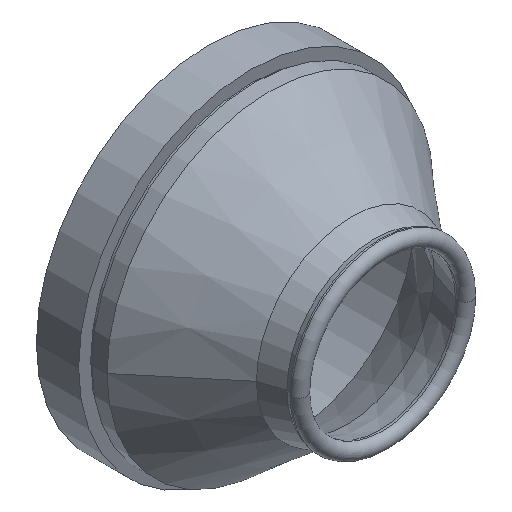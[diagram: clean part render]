
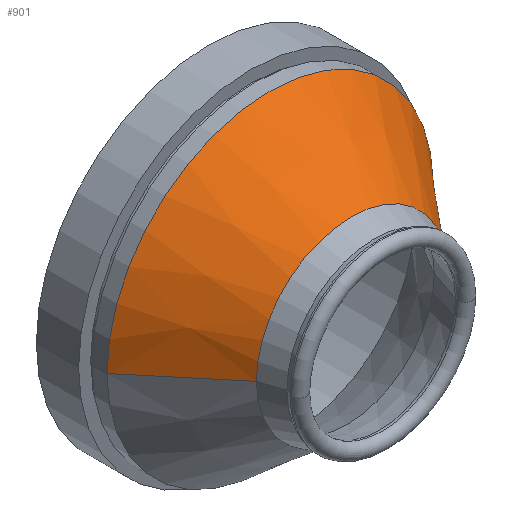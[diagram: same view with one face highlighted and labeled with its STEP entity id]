
A CAD part, isometric view. The second image highlights one B-rep face of the part: STEP entity #901.
In plain terms, the highlighted conical face has half-angle 39.806 degrees and reference radius 15.75 mm.
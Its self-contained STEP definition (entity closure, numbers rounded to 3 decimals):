
#67 = CARTESIAN_POINT ( 'NONE',  ( 15.75, -16.7, 0. ) ) ;
#94 = ORIENTED_EDGE ( 'NONE', *, *, #244, .T. ) ;
#101 = CONICAL_SURFACE ( 'NONE', #359, 15.75, 0.695 ) ;
#108 = DIRECTION ( 'NONE',  ( 0.64, 0.768, 0. ) ) ;
#203 = ORIENTED_EDGE ( 'NONE', *, *, #506, .F. ) ;
#211 = DIRECTION ( 'NONE',  ( -1., 0., 0. ) ) ;
#225 = LINE ( 'NONE', #928, #596 ) ;
#235 = CARTESIAN_POINT ( 'NONE',  ( 27., -3.2, 0. ) ) ;
#244 = EDGE_CURVE ( 'NONE', #543, #1024, #225, .T. ) ;
#266 = ORIENTED_EDGE ( 'NONE', *, *, #776, .T. ) ;
#274 = VERTEX_POINT ( 'NONE', #281 ) ;
#281 = CARTESIAN_POINT ( 'NONE',  ( -27., -3.2, 0. ) ) ;
#359 = AXIS2_PLACEMENT_3D ( 'NONE', #765, #1039, #211 ) ;
#413 = DIRECTION ( 'NONE',  ( -0.64, 0.768, 0. ) ) ;
#506 = EDGE_CURVE ( 'NONE', #722, #274, #1005, .T. ) ;
#518 = VECTOR ( 'NONE', #413, 1000. ) ;
#543 = VERTEX_POINT ( 'NONE', #67 ) ;
#577 = CIRCLE ( 'NONE', #863, 27. ) ;
#596 = VECTOR ( 'NONE', #108, 1000. ) ;
#600 = DIRECTION ( 'NONE',  ( -1., 0., 0. ) ) ;
#612 = CARTESIAN_POINT ( 'NONE',  ( 0., -3.2, 0. ) ) ;
#665 = DIRECTION ( 'NONE',  ( -1., 0., 0. ) ) ;
#677 = ORIENTED_EDGE ( 'NONE', *, *, #695, .F. ) ;
#695 = EDGE_CURVE ( 'NONE', #274, #1024, #577, .T. ) ;
#722 = VERTEX_POINT ( 'NONE', #1197 ) ;
#749 = CARTESIAN_POINT ( 'NONE',  ( 0., -16.7, 0. ) ) ;
#765 = CARTESIAN_POINT ( 'NONE',  ( 0., -16.7, 0. ) ) ;
#776 = EDGE_CURVE ( 'NONE', #722, #543, #884, .T. ) ;
#788 = CARTESIAN_POINT ( 'NONE',  ( -15.75, -16.7, 0. ) ) ;
#835 = DIRECTION ( 'NONE',  ( 0., 1., 0. ) ) ;
#863 = AXIS2_PLACEMENT_3D ( 'NONE', #612, #1154, #600 ) ;
#884 = CIRCLE ( 'NONE', #1094, 15.75 ) ;
#901 = ADVANCED_FACE ( 'NONE', ( #1098 ), #101, .T. ) ;
#928 = CARTESIAN_POINT ( 'NONE',  ( 15.75, -16.7, 0. ) ) ;
#1005 = LINE ( 'NONE', #788, #518 ) ;
#1024 = VERTEX_POINT ( 'NONE', #235 ) ;
#1039 = DIRECTION ( 'NONE',  ( 0., 1., 0. ) ) ;
#1094 = AXIS2_PLACEMENT_3D ( 'NONE', #749, #835, #665 ) ;
#1098 = FACE_OUTER_BOUND ( 'NONE', #1141, .T. ) ;
#1141 = EDGE_LOOP ( 'NONE', ( #266, #94, #677, #203 ) ) ;
#1154 = DIRECTION ( 'NONE',  ( 0., 1., 0. ) ) ;
#1197 = CARTESIAN_POINT ( 'NONE',  ( -15.75, -16.7, 0. ) ) ;
